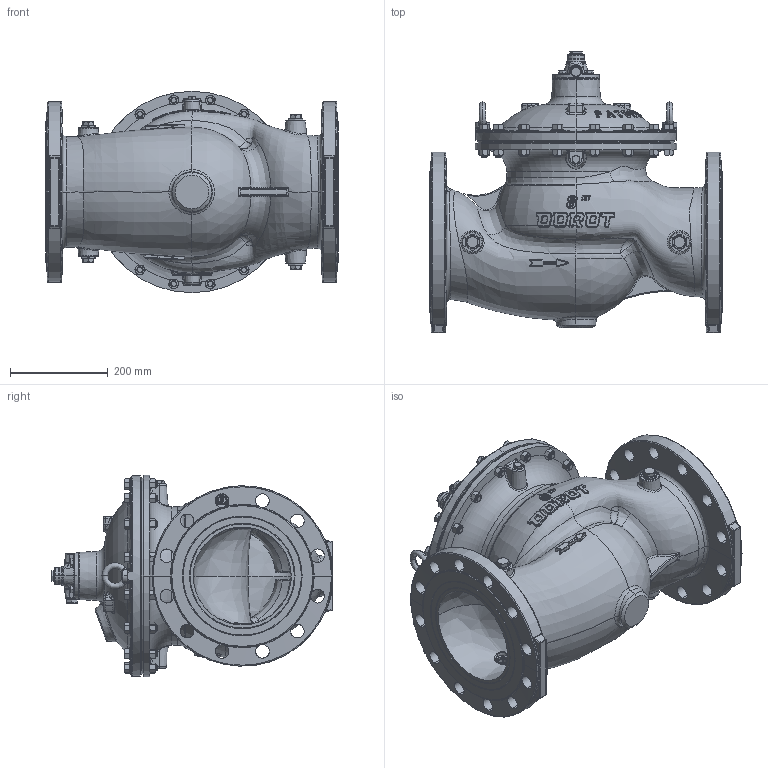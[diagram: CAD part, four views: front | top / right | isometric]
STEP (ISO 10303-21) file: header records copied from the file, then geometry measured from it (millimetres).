
FILE_DESCRIPTION (( 'STEP AP214' ), '1' );
FILE_NAME ('S300 8 .STEP', '2021-08-24T08:33:21', ( 'user' ), ( 'Microsoft' ), 'SwSTEP 2.0', 'SolidWorks 2016', '' );
FILE_SCHEMA (( 'AUTOMOTIVE_DESIGN' ));
Length unit declared in the file: millimetre
Products named in the file (1): S300 8 
Bounding box: 600 x 578.3 x 413 mm (x, y, z)
Surface area: 1658701 mm2 (no closed solid volume)
Topology: 0 solids, 134 shells, 2494 faces, 8088 edges, 5428 vertices
Faces by surface type: bspline 1011, plane 584, cone 420, cylinder 303, torus 153, sphere 23
Entity records: 388081 total; most frequent: CARTESIAN_POINT 301219, ORIENTED_EDGE 12795, DIRECTION 9734, EDGE_CURVE 8054, VERTEX_POINT 5428, AXIS2_PLACEMENT_3D 4001, B_SPLINE_CURVE_WITH_KNOTS 3765, EDGE_LOOP 2733
